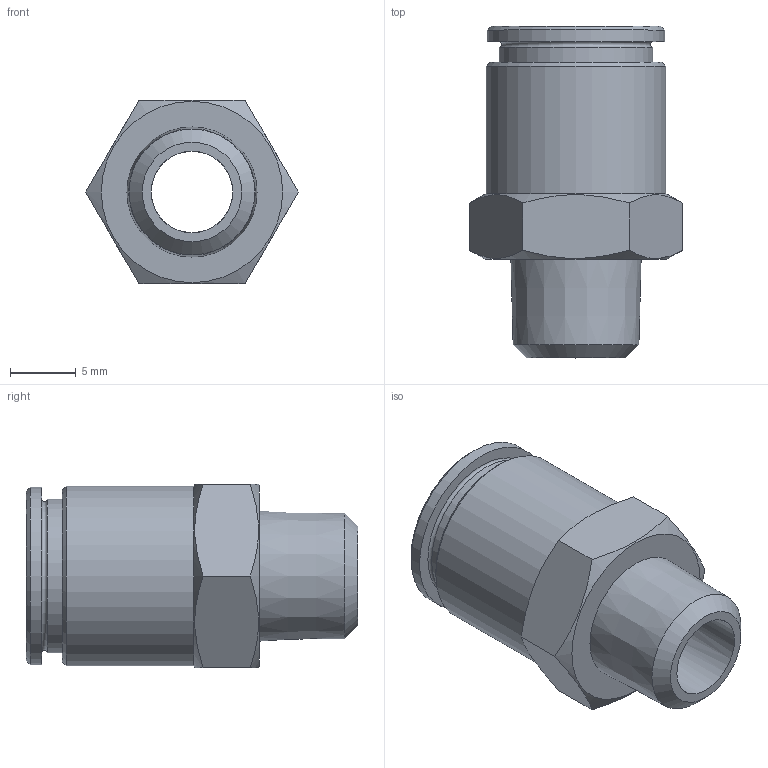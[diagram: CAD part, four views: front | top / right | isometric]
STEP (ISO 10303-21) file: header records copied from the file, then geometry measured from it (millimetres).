
FILE_DESCRIPTION(/* description */ (''),/* implementation_level */ '2;1');
FILE_NAME(/* name */ 'iqsg_188_es.stp',/* time_stamp */ '2016-11-18T11:14:21+01:00',/* author */ ('hamoud'),/* organization */ (''),/* preprocessor_version */ 'ST-DEVELOPER v15.6',/* originating_system */ 'Autodesk Inventor LT ',/* authorisation */ '');
FILE_SCHEMA (('AUTOMOTIVE_DESIGN { 1 0 10303 214 3 1 1 }'));
Length unit declared in the file: millimetre
Products named in the file (1): iqsg_188_es
Bounding box: 16.17 x 25.25 x 14 mm (x, y, z)
Volume: 2058.1 mm3; surface area: 1897.2 mm2
Topology: 1 solids, 1 shells, 42 faces, 105 edges, 68 vertices
Faces by surface type: plane 29, cone 7, cylinder 5, torus 1
Full cylindrical faces by diameter (mm): 6.2 x1, 8.15 x1, 11.7 x1, 13.5 x1, 13.7 x1
Entity records: 1152 total; most frequent: CARTESIAN_POINT 243, DIRECTION 178, ORIENTED_EDGE 176, EDGE_CURVE 88, AXIS2_PLACEMENT_3D 71, VERTEX_POINT 64, EDGE_LOOP 60, FACE_OUTER_BOUND 42
